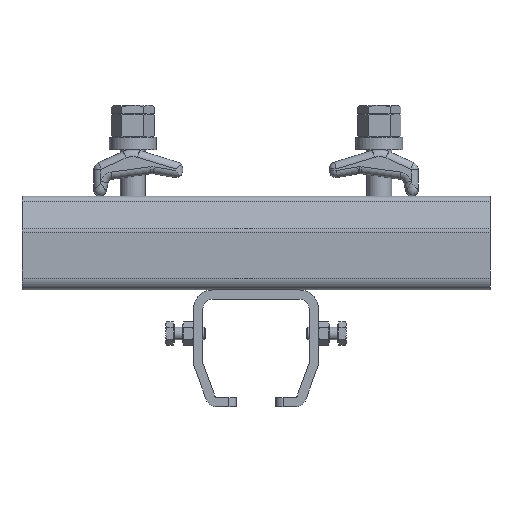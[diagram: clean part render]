
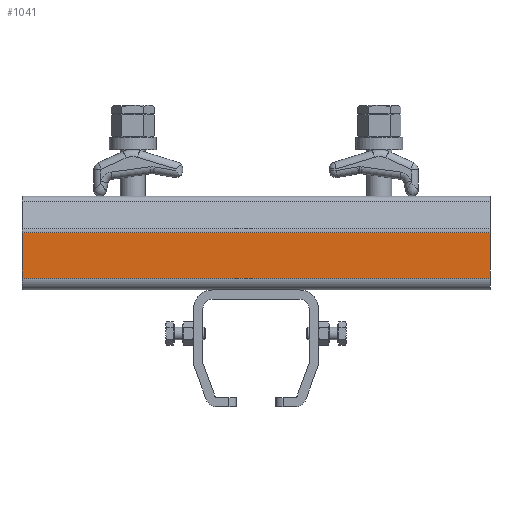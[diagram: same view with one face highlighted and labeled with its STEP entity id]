
A CAD part, left-side view. The second image highlights one B-rep face of the part: STEP entity #1041.
In plain terms, the highlighted face is planar.
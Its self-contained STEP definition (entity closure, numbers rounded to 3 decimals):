
#1041=ADVANCED_FACE('NONE',(#1933),#1934,.F.);
#1933=FACE_OUTER_BOUND('',#4247,.T.);
#1934=PLANE('',#4248);
#4247=EDGE_LOOP('',(#6328,#6329,#6330,#6331));
#4248=AXIS2_PLACEMENT_3D('',#6332,#6333,#6334);
#6328=ORIENTED_EDGE('',*,*,#7312,.T.);
#6329=ORIENTED_EDGE('',*,*,#7009,.F.);
#6330=ORIENTED_EDGE('',*,*,#6906,.F.);
#6331=ORIENTED_EDGE('',*,*,#7321,.T.);
#6332=CARTESIAN_POINT('',(32.5,23.263,300.));
#6333=DIRECTION('',(-1.,0.,0.));
#6334=DIRECTION('',(0.,0.,1.));
#6906=EDGE_CURVE('NONE',#7933,#7935,#7936,.T.);
#7009=EDGE_CURVE('NONE',#7935,#8084,#8088,.T.);
#7312=EDGE_CURVE('NONE',#8485,#8084,#8486,.T.);
#7321=EDGE_CURVE('NONE',#7933,#8485,#8497,.T.);
#7933=VERTEX_POINT('NONE',#9584);
#7935=VERTEX_POINT('NONE',#9586);
#7936=LINE('',#9587,#9588);
#8084=VERTEX_POINT('NONE',#9949);
#8088=LINE('',#9954,#9955);
#8485=VERTEX_POINT('NONE',#10697);
#8486=LINE('',#10698,#10699);
#8497=LINE('',#10711,#10712);
#9584=CARTESIAN_POINT('',(32.5,23.263,300.));
#9586=CARTESIAN_POINT('',(32.5,52.4,300.));
#9587=CARTESIAN_POINT('',(32.5,23.263,300.));
#9588=VECTOR('',#11290,1.);
#9949=CARTESIAN_POINT('',(32.5,52.4,0.));
#9954=CARTESIAN_POINT('',(32.5,52.4,300.));
#9955=VECTOR('',#11415,1.);
#10697=CARTESIAN_POINT('',(32.5,23.263,0.));
#10698=CARTESIAN_POINT('',(32.5,23.263,0.));
#10699=VECTOR('',#11691,1.);
#10711=CARTESIAN_POINT('',(32.5,23.263,300.));
#10712=VECTOR('',#11708,1.);
#11290=DIRECTION('',(0.,1.,0.));
#11415=DIRECTION('',(0.,0.,-1.));
#11691=DIRECTION('',(0.,1.,0.));
#11708=DIRECTION('',(0.,0.,-1.));
